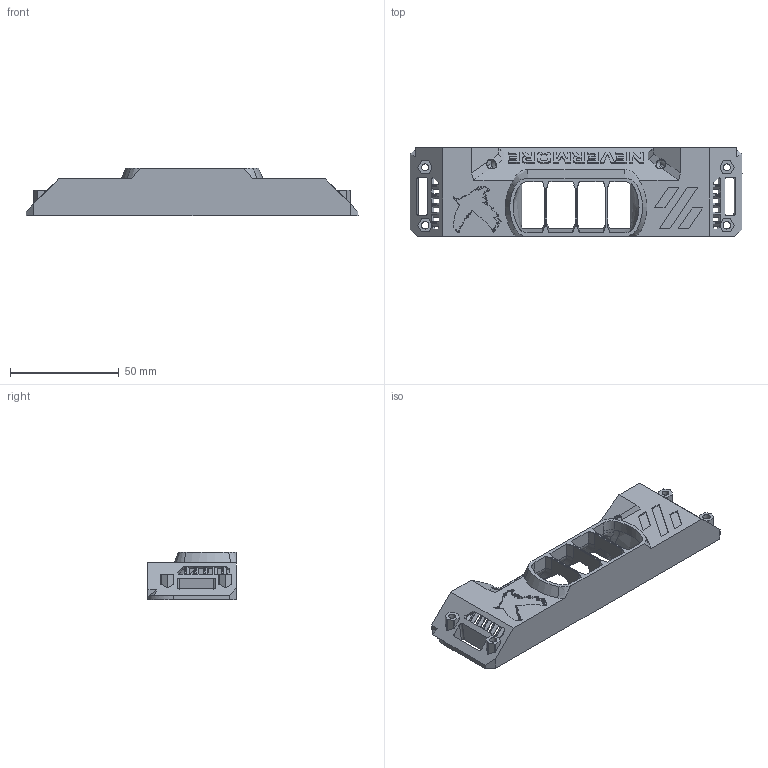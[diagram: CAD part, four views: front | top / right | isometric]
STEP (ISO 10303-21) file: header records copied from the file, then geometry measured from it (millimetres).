
FILE_DESCRIPTION(/* description */ (''),/* implementation_level */ '2;1');
FILE_NAME(/* name */ 'Standard_Intake_Exhaust.step',/* time_stamp */ '2025-04-05T16:26:12+02:00',/* author */ (''),/* organization */ (''),/* preprocessor_version */ 'ST-DEVELOPER v20.1',/* originating_system */ 'Autodesk Translation Framework v14.4.0.0',/* authorisation */ '');
FILE_SCHEMA (('AUTOMOTIVE_DESIGN { 1 0 10303 214 3 1 1 }'));
Length unit declared in the file: millimetre
Products named in the file (1): New_Chamber_Side
Bounding box: 152.78 x 40.71 x 22 mm (x, y, z)
Volume: 30042 mm3; surface area: 25014.7 mm2
Topology: 1 solids, 1 shells, 913 faces, 2639 edges, 1735 vertices
Faces by surface type: plane 425, bspline 284, cylinder 184, cone 18, torus 2
Full cylindrical faces by diameter (mm): 3.2 x2, 3.4 x2
Entity records: 35018 total; most frequent: CARTESIAN_POINT 12621, ORIENTED_EDGE 5274, DIRECTION 3701, EDGE_CURVE 2637, VERTEX_POINT 1735, LINE 1593, VECTOR 1593, AXIS2_PLACEMENT_3D 1054
